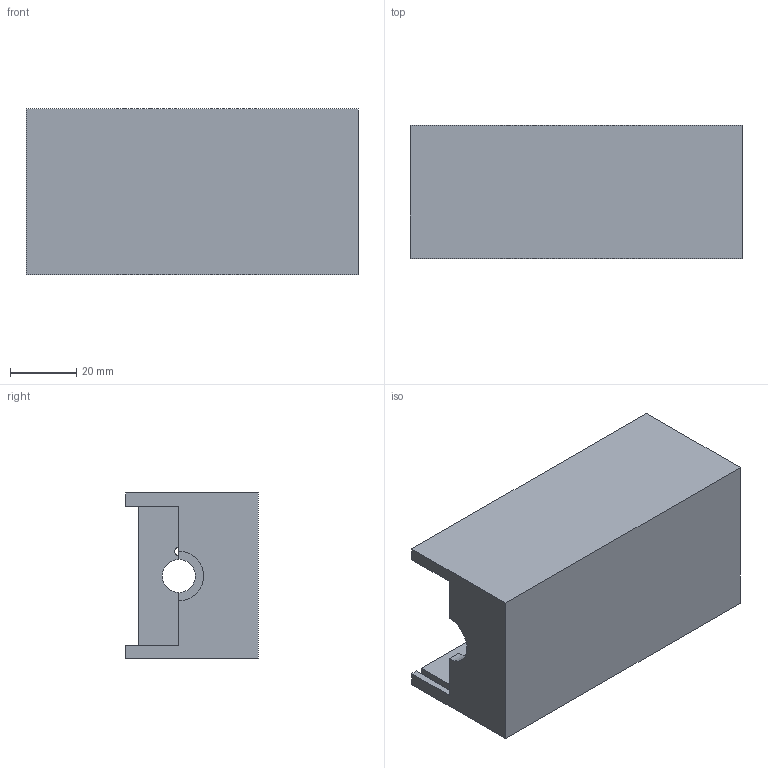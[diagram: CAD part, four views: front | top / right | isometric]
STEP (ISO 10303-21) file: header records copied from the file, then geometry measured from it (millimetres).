
FILE_DESCRIPTION(/* description */ (''),/* implementation_level */ '2;1');
FILE_NAME(/* name */ 'BoxBase.stp',/* time_stamp */ '2019-08-15T14:07:22+02:00',/* author */ ('aal_9'),/* organization */ (''),/* preprocessor_version */ 'ST-DEVELOPER v16.13',/* originating_system */ 'Autodesk Inventor 2018',/* authorisation */ '');
FILE_SCHEMA (('AUTOMOTIVE_DESIGN { 1 0 10303 214 3 1 1 }'));
Length unit declared in the file: millimetre
Products named in the file (1): BoxBase
Bounding box: 100 x 40 x 50 mm (x, y, z)
Volume: 57899.3 mm3; surface area: 31993.2 mm2
Topology: 1 solids, 1 shells, 56 faces, 157 edges, 104 vertices
Faces by surface type: plane 47, cylinder 9
Full cylindrical faces by diameter (mm): 2.5 x1, 10 x1, 11.7 x1
Entity records: 1831 total; most frequent: CARTESIAN_POINT 315, ORIENTED_EDGE 308, DIRECTION 286, EDGE_CURVE 154, LINE 136, VECTOR 136, VERTEX_POINT 104, AXIS2_PLACEMENT_3D 75
